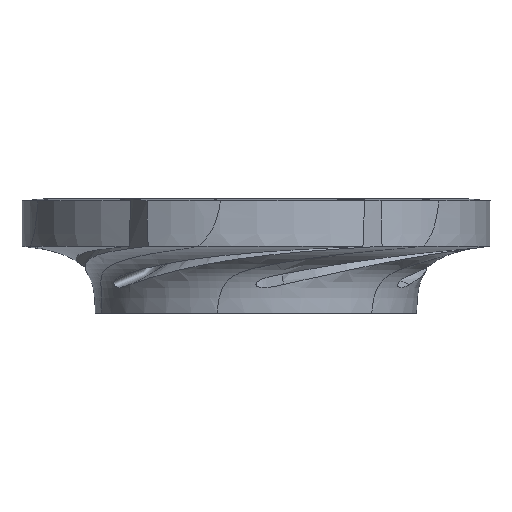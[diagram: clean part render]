
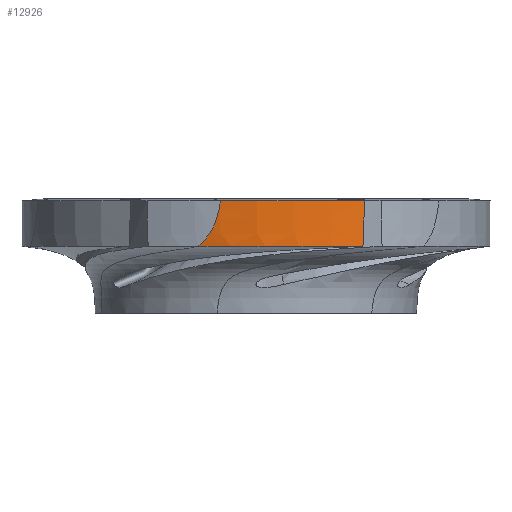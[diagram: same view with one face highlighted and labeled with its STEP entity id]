
A CAD part, left-side view. The second image highlights one B-rep face of the part: STEP entity #12926.
In plain terms, the highlighted face is a revolution surface.
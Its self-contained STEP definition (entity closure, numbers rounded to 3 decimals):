
#10670 = VERTEX_POINT('',#10671);
#10671 = CARTESIAN_POINT('',(-20.584,3.162,
    10.003));
#11326 = VERTEX_POINT('',#11327);
#11327 = CARTESIAN_POINT('',(-18.449,-9.659,
    10.003));
#11514 = EDGE_CURVE('',#10670,#11326,#11515,.T.);
#11515 = CIRCLE('',#11516,20.825);
#11516 = AXIS2_PLACEMENT_3D('',#11517,#11518,#11519);
#11517 = CARTESIAN_POINT('',(0.,0.,10.003));
#11518 = DIRECTION('',(-0.,0.,1.));
#11519 = DIRECTION('',(0.973,-0.231,0.));
#12119 = EDGE_CURVE('',#12120,#11326,#12122,.T.);
#12120 = VERTEX_POINT('',#12121);
#12121 = CARTESIAN_POINT('',(-18.526,-9.511,
    5.963));
#12122 = B_SPLINE_CURVE_WITH_KNOTS('',4,(#12123,#12124,#12125,#12126,
    #12127,#12128,#12129,#12130,#12131,#12132,#12133,#12134,#12135,
    #12136),.UNSPECIFIED.,.F.,.F.,(5,3,3,3,5),(0.,0.34,
    0.772,0.896,1.),.UNSPECIFIED.);
#12123 = CARTESIAN_POINT('',(-18.526,-9.511,
    5.963));
#12124 = CARTESIAN_POINT('',(-18.515,-9.532,
    6.305));
#12125 = CARTESIAN_POINT('',(-18.506,-9.551,
    6.648));
#12126 = CARTESIAN_POINT('',(-18.497,-9.567,
    6.991));
#12127 = CARTESIAN_POINT('',(-18.48,-9.6,
    7.771));
#12128 = CARTESIAN_POINT('',(-18.473,-9.615,
    8.208));
#12129 = CARTESIAN_POINT('',(-18.466,-9.627,
    8.644));
#12130 = CARTESIAN_POINT('',(-18.459,-9.641,
    9.206));
#12131 = CARTESIAN_POINT('',(-18.457,-9.644,
    9.331));
#12132 = CARTESIAN_POINT('',(-18.456,-9.647,
    9.456));
#12133 = CARTESIAN_POINT('',(-18.453,-9.652,
    9.686));
#12134 = CARTESIAN_POINT('',(-18.452,-9.655,
    9.792));
#12135 = CARTESIAN_POINT('',(-18.451,-9.657,
    9.897));
#12136 = CARTESIAN_POINT('',(-18.449,-9.659,
    10.003));
#12926 = ADVANCED_FACE('[Impeller_1]-Flow domain-Outflow',(#12927),
  #12993,.F.);
#12927 = FACE_BOUND('',#12928,.F.);
#12928 = EDGE_LOOP('',(#12929,#12984,#12985,#12986));
#12929 = ORIENTED_EDGE('',*,*,#12930,.T.);
#12930 = EDGE_CURVE('',#12931,#10670,#12933,.T.);
#12931 = VERTEX_POINT('',#12932);
#12932 = CARTESIAN_POINT('',(-20.174,5.168,5.963
    ));
#12933 = B_SPLINE_CURVE_WITH_KNOTS('',7,(#12934,#12935,#12936,#12937,
    #12938,#12939,#12940,#12941,#12942,#12943,#12944,#12945,#12946,
    #12947,#12948,#12949,#12950,#12951,#12952,#12953,#12954,#12955,
    #12956,#12957,#12958,#12959,#12960,#12961,#12962,#12963,#12964,
    #12965,#12966,#12967,#12968,#12969,#12970,#12971,#12972,#12973,
    #12974,#12975,#12976,#12977,#12978,#12979,#12980,#12981,#12982,
    #12983),.UNSPECIFIED.,.F.,.F.,(8,6,6,6,6,6,6,6,8),(0.,0.155,
    0.291,0.44,0.578,0.662,
    0.81,0.96,1.),.UNSPECIFIED.);
#12934 = CARTESIAN_POINT('',(-20.174,5.168,5.963
    ));
#12935 = CARTESIAN_POINT('',(-20.194,5.088,
    6.026));
#12936 = CARTESIAN_POINT('',(-20.214,5.009,
    6.092));
#12937 = CARTESIAN_POINT('',(-20.233,4.931,
    6.158));
#12938 = CARTESIAN_POINT('',(-20.251,4.855,
    6.227));
#12939 = CARTESIAN_POINT('',(-20.269,4.78,
    6.298));
#12940 = CARTESIAN_POINT('',(-20.286,4.708,
    6.37));
#12941 = CARTESIAN_POINT('',(-20.317,4.574,
    6.509));
#12942 = CARTESIAN_POINT('',(-20.33,4.513,
    6.575));
#12943 = CARTESIAN_POINT('',(-20.343,4.453,
    6.643));
#12944 = CARTESIAN_POINT('',(-20.356,4.395,
    6.712));
#12945 = CARTESIAN_POINT('',(-20.368,4.338,
    6.783));
#12946 = CARTESIAN_POINT('',(-20.38,4.283,
    6.854));
#12947 = CARTESIAN_POINT('',(-20.403,4.172,7.007
    ));
#12948 = CARTESIAN_POINT('',(-20.414,4.115,
    7.088));
#12949 = CARTESIAN_POINT('',(-20.425,4.061,
    7.171));
#12950 = CARTESIAN_POINT('',(-20.436,4.009,
    7.255));
#12951 = CARTESIAN_POINT('',(-20.445,3.959,
    7.34));
#12952 = CARTESIAN_POINT('',(-20.455,3.911,
    7.427));
#12953 = CARTESIAN_POINT('',(-20.471,3.822,
    7.596));
#12954 = CARTESIAN_POINT('',(-20.479,3.781,
    7.678));
#12955 = CARTESIAN_POINT('',(-20.486,3.742,
    7.761));
#12956 = CARTESIAN_POINT('',(-20.493,3.704,
    7.845));
#12957 = CARTESIAN_POINT('',(-20.499,3.669,
    7.93));
#12958 = CARTESIAN_POINT('',(-20.505,3.635,
    8.015));
#12959 = CARTESIAN_POINT('',(-20.514,3.584,
    8.153));
#12960 = CARTESIAN_POINT('',(-20.518,3.565,
    8.205));
#12961 = CARTESIAN_POINT('',(-20.521,3.547,
    8.257));
#12962 = CARTESIAN_POINT('',(-20.524,3.529,
    8.309));
#12963 = CARTESIAN_POINT('',(-20.527,3.512,
    8.362));
#12964 = CARTESIAN_POINT('',(-20.53,3.496,
    8.414));
#12965 = CARTESIAN_POINT('',(-20.537,3.451,
    8.561));
#12966 = CARTESIAN_POINT('',(-20.542,3.424,
    8.656));
#12967 = CARTESIAN_POINT('',(-20.546,3.399,
    8.751));
#12968 = CARTESIAN_POINT('',(-20.55,3.375,
    8.847));
#12969 = CARTESIAN_POINT('',(-20.553,3.352,
    8.942));
#12970 = CARTESIAN_POINT('',(-20.557,3.33,
    9.038));
#12971 = CARTESIAN_POINT('',(-20.564,3.289,
    9.232));
#12972 = CARTESIAN_POINT('',(-20.567,3.27,
    9.33));
#12973 = CARTESIAN_POINT('',(-20.57,3.252,
    9.428));
#12974 = CARTESIAN_POINT('',(-20.572,3.234,
    9.526));
#12975 = CARTESIAN_POINT('',(-20.575,3.218,
    9.624));
#12976 = CARTESIAN_POINT('',(-20.577,3.202,
    9.722));
#12977 = CARTESIAN_POINT('',(-20.58,3.184,
    9.847));
#12978 = CARTESIAN_POINT('',(-20.581,3.18,
    9.873));
#12979 = CARTESIAN_POINT('',(-20.581,3.176,
    9.899));
#12980 = CARTESIAN_POINT('',(-20.582,3.172,
    9.925));
#12981 = CARTESIAN_POINT('',(-20.582,3.169,
    9.951));
#12982 = CARTESIAN_POINT('',(-20.583,3.165,
    9.977));
#12983 = CARTESIAN_POINT('',(-20.584,3.162,
    10.003));
#12984 = ORIENTED_EDGE('',*,*,#11514,.T.);
#12985 = ORIENTED_EDGE('',*,*,#12119,.F.);
#12986 = ORIENTED_EDGE('',*,*,#12987,.F.);
#12987 = EDGE_CURVE('',#12931,#12120,#12988,.T.);
#12988 = CIRCLE('',#12989,20.825);
#12989 = AXIS2_PLACEMENT_3D('',#12990,#12991,#12992);
#12990 = CARTESIAN_POINT('',(0.,0.,5.963));
#12991 = DIRECTION('',(-0.,0.,1.));
#12992 = DIRECTION('',(0.973,-0.231,0.));
#12993 = SURFACE_OF_REVOLUTION('',#12994,#12997);
#12994 = B_SPLINE_CURVE_WITH_KNOTS('',1,(#12995,#12996),.UNSPECIFIED.,
  .F.,.F.,(2,2),(0.,1.),.PIECEWISE_BEZIER_KNOTS.);
#12995 = CARTESIAN_POINT('',(20.264,-4.8,
    10.003));
#12996 = CARTESIAN_POINT('',(20.264,-4.8,
    5.963));
#12997 = AXIS1_PLACEMENT('',#12998,#12999);
#12998 = CARTESIAN_POINT('',(0.,0.,0.));
#12999 = DIRECTION('',(0.,0.,1.));
